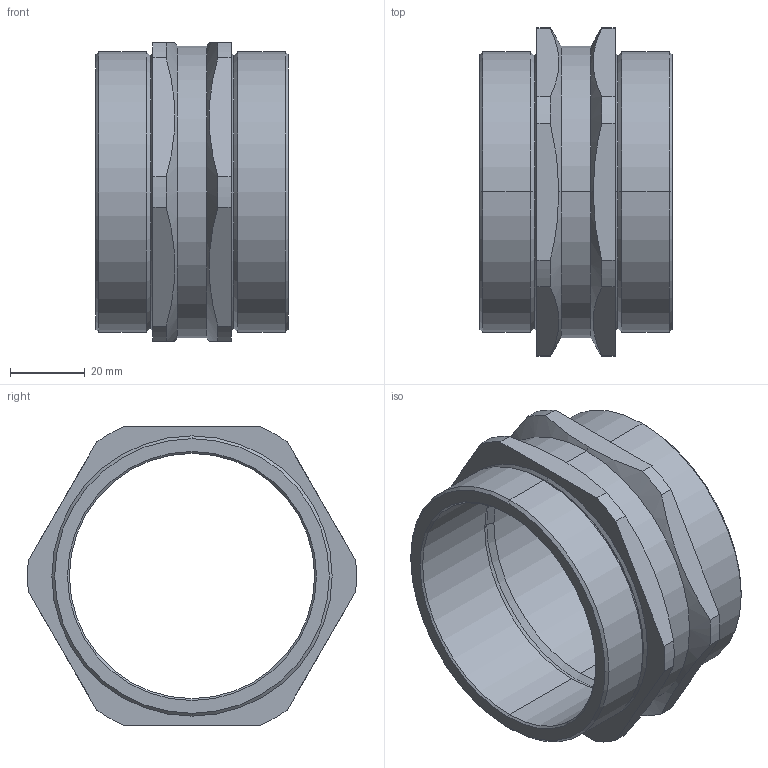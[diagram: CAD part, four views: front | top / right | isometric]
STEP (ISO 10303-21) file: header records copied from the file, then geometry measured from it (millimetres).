
FILE_DESCRIPTION (( 'STEP AP203' ), '1' );
FILE_NAME ('797DM8MM8M.STEP', '2021-07-08T09:00:09', ( '' ), ( '' ), 'SwSTEP 2.0', 'SolidWorks 2017', '' );
FILE_SCHEMA (( 'CONFIG_CONTROL_DESIGN' ));
Length unit declared in the file: millimetre
Products named in the file (1): 797DM8MM8M
Bounding box: 51.5 x 87.96 x 80 mm (x, y, z)
Volume: 67686.5 mm3; surface area: 28469.4 mm2
Topology: 1 solids, 1 shells, 66 faces, 160 edges, 98 vertices
Faces by surface type: cylinder 26, cone 24, plane 16
Entity records: 2127 total; most frequent: CARTESIAN_POINT 477, DIRECTION 348, ORIENTED_EDGE 320, EDGE_CURVE 160, AXIS2_PLACEMENT_3D 137, VERTEX_POINT 98, VECTOR 74, LINE 74
